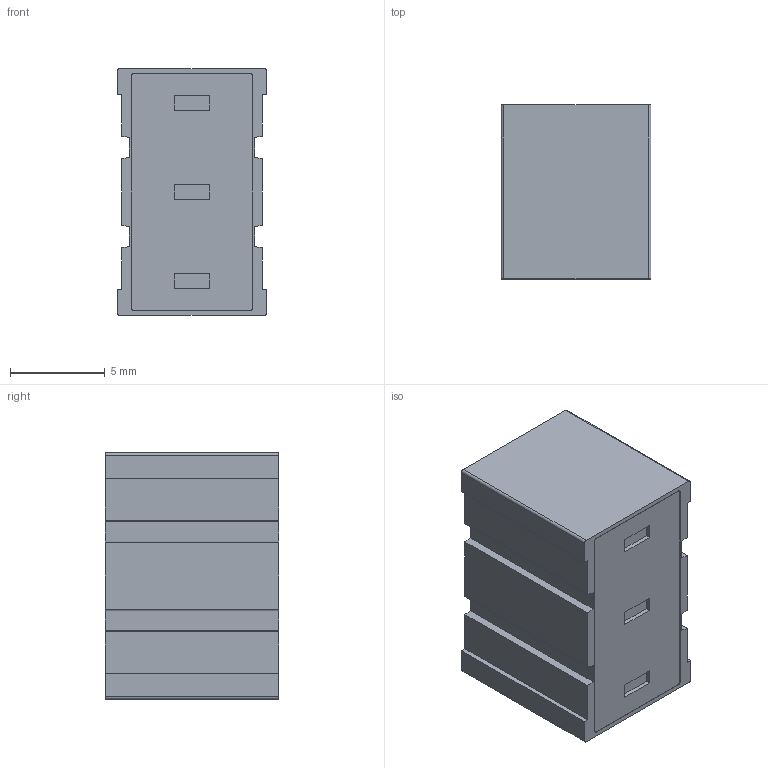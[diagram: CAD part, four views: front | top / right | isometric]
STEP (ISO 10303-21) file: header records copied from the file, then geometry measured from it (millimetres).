
FILE_DESCRIPTION(/* description */ ('Bracket Mount Miniature Toggles - Switch-Series M - Miniature Toggles'),/* implementation_level */ '2;1');
FILE_NAME(/* name */ 'M20121SA2W13BR-switch.ipt.step',/* time_stamp */ '2014-01-07T11:13:20-08:00',/* author */ ('Cadenas PARTsolutions'),/* organization */ ('NKKSWITCHES'),/* preprocessor_version */ 'ST-DEVELOPER v15.2',/* originating_system */ 'Autodesk Inventor 2014',/* authorisation */ '');
FILE_SCHEMA (('AUTOMOTIVE_DESIGN { 1 0 10303 214 3 1 1 }'));
Length unit declared in the file: inch
Products named in the file (1): M20121SA2W13BR-switch
Bounding box: 7.9 x 9.17 x 13 mm (x, y, z)
Volume: 875.3 mm3; surface area: 610.2 mm2
Topology: 1 solids, 1 shells, 58 faces, 156 edges, 104 vertices
Faces by surface type: plane 50, cylinder 8
Entity records: 1819 total; most frequent: CARTESIAN_POINT 319, ORIENTED_EDGE 312, DIRECTION 290, EDGE_CURVE 156, LINE 140, VECTOR 140, VERTEX_POINT 104, AXIS2_PLACEMENT_3D 75
